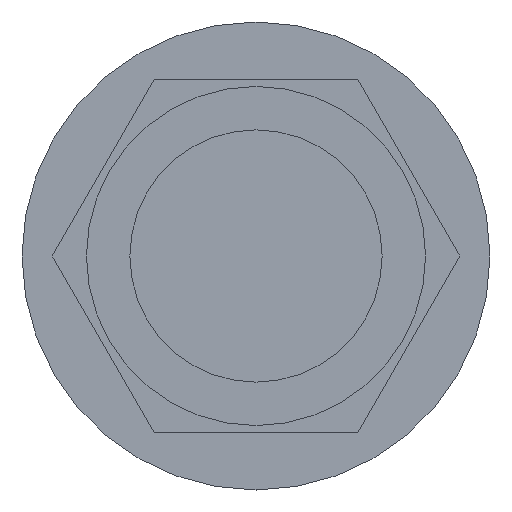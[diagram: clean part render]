
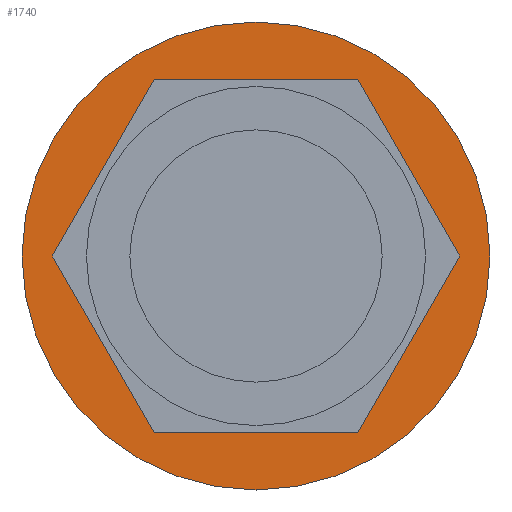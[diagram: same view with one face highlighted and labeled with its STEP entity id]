
A CAD part, left-side view. The second image highlights one B-rep face of the part: STEP entity #1740.
In plain terms, the highlighted face is planar.
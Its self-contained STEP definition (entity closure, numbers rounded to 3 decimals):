
#100=CARTESIAN_POINT('',(-14670.633,2346.567,
0.));
#110=VERTEX_POINT('',#100);
#160=CARTESIAN_POINT('',(-14670.633,2329.317,
0.));
#170=DIRECTION('',(1.,-0.,-0.));
#180=DIRECTION('',(0.,1.,0.));
#190=AXIS2_PLACEMENT_3D('',#160,#170,#180);
#200=CIRCLE('',#190,17.25);
#210=CARTESIAN_POINT('',(-14670.633,2312.067,
0.));
#220=VERTEX_POINT('',#210);
#230=EDGE_CURVE('',#110,#220,#200,.T.);
#1140=CARTESIAN_POINT('',(-14670.633,7692.273,
-5362.956));
#1150=DIRECTION('',(1.,0.,0.));
#1160=DIRECTION('',(0.,-1.,0.));
#1170=AXIS2_PLACEMENT_3D('',#1140,#1150,#1160);
#1180=PLANE('',#1170);
#1190=EDGE_CURVE('',#220,#110,#200,.T.);
#1200=ORIENTED_EDGE('',*,*,#1190,.T.);
#1210=ORIENTED_EDGE('',*,*,#230,.T.);
#1220=EDGE_LOOP('',(#1210,#1200));
#1230=FACE_OUTER_BOUND('',#1220,.T.);
#1240=CARTESIAN_POINT('',(-14670.633,2314.306,0.));
#1250=DIRECTION('',(0.,-0.5,-0.866));
#1260=VECTOR('',#1250,1.);
#1270=LINE('',#1240,#1260);
#1280=CARTESIAN_POINT('',(-14670.633,2321.811,13.));
#1290=VERTEX_POINT('',#1280);
#1300=CARTESIAN_POINT('',(-14670.633,2314.306,
0.));
#1310=VERTEX_POINT('',#1300);
#1320=EDGE_CURVE('',#1290,#1310,#1270,.T.);
#1330=ORIENTED_EDGE('',*,*,#1320,.F.);
#1340=CARTESIAN_POINT('',(-14670.633,2314.306,0.));
#1350=DIRECTION('',(0.,0.5,-0.866));
#1360=VECTOR('',#1350,1.);
#1370=LINE('',#1340,#1360);
#1380=CARTESIAN_POINT('',(-14670.633,2321.811,-13.));
#1390=VERTEX_POINT('',#1380);
#1400=EDGE_CURVE('',#1310,#1390,#1370,.T.);
#1410=ORIENTED_EDGE('',*,*,#1400,.F.);
#1420=CARTESIAN_POINT('',(-14670.633,0.,-13.));
#1430=DIRECTION('',(0.,1.,0.));
#1440=VECTOR('',#1430,1.);
#1450=LINE('',#1420,#1440);
#1460=CARTESIAN_POINT('',(-14670.633,2336.822,-13.));
#1470=VERTEX_POINT('',#1460);
#1480=EDGE_CURVE('',#1390,#1470,#1450,.T.);
#1490=ORIENTED_EDGE('',*,*,#1480,.F.);
#1500=CARTESIAN_POINT('',(-14670.633,2344.328,0.));
#1510=DIRECTION('',(0.,0.5,0.866));
#1520=VECTOR('',#1510,1.);
#1530=LINE('',#1500,#1520);
#1540=CARTESIAN_POINT('',(-14670.633,2344.328,
0.));
#1550=VERTEX_POINT('',#1540);
#1560=EDGE_CURVE('',#1470,#1550,#1530,.T.);
#1570=ORIENTED_EDGE('',*,*,#1560,.F.);
#1580=CARTESIAN_POINT('',(-14670.633,2344.328,0.));
#1590=DIRECTION('',(0.,-0.5,0.866));
#1600=VECTOR('',#1590,1.);
#1610=LINE('',#1580,#1600);
#1620=CARTESIAN_POINT('',(-14670.633,2336.822,13.));
#1630=VERTEX_POINT('',#1620);
#1640=EDGE_CURVE('',#1550,#1630,#1610,.T.);
#1650=ORIENTED_EDGE('',*,*,#1640,.F.);
#1660=CARTESIAN_POINT('',(-14670.633,0.,13.));
#1670=DIRECTION('',(0.,-1.,0.));
#1680=VECTOR('',#1670,1.);
#1690=LINE('',#1660,#1680);
#1700=EDGE_CURVE('',#1630,#1290,#1690,.T.);
#1710=ORIENTED_EDGE('',*,*,#1700,.F.);
#1720=EDGE_LOOP('',(#1710,#1650,#1570,#1490,#1410,#1330));
#1730=FACE_BOUND('',#1720,.T.);
#1740=ADVANCED_FACE('',(#1230,#1730),#1180,.T.);
